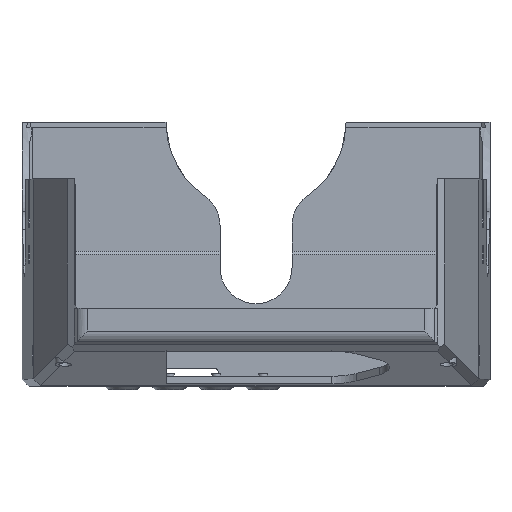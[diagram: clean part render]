
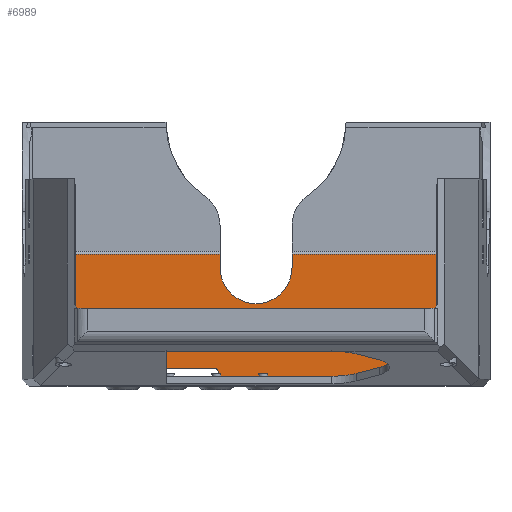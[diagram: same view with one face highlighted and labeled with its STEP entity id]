
A CAD part, top view. The second image highlights one B-rep face of the part: STEP entity #6989.
In plain terms, the highlighted planar face has unit normal (0, 0, 1).
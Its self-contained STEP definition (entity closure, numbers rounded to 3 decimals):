
#379=DIRECTION('',(-0.707,0.707,0.));
#380=VECTOR('',#379,0.243);
#381=CARTESIAN_POINT('',(57.672,-59.172,-40.));
#382=LINE('',#381,#380);
#391=DIRECTION('',(0.,1.,0.));
#392=VECTOR('',#391,33.75);
#393=CARTESIAN_POINT('',(-57.5,-59.,-40.));
#394=LINE('',#393,#392);
#395=DIRECTION('',(0.,-1.,0.));
#396=VECTOR('',#395,3.75);
#397=CARTESIAN_POINT('',(-10.,-25.25,-40.));
#398=LINE('',#397,#396);
#399=CARTESIAN_POINT('',(0.,-29.,-40.));
#400=DIRECTION('',(0.,0.,-1.));
#401=DIRECTION('',(1.,0.,0.));
#402=AXIS2_PLACEMENT_3D('',#399,#400,#401);
#404=DIRECTION('',(0.,-1.,0.));
#405=VECTOR('',#404,3.75);
#406=CARTESIAN_POINT('',(10.,-25.25,-40.));
#407=LINE('',#406,#405);
#408=DIRECTION('',(0.,1.,0.));
#409=VECTOR('',#408,33.75);
#410=CARTESIAN_POINT('',(57.5,-59.,-40.));
#411=LINE('',#410,#409);
#412=DIRECTION('',(1.,0.,0.));
#413=VECTOR('',#412,63.);
#414=CARTESIAN_POINT('',(-10.5,-59.172,-40.));
#415=LINE('',#414,#413);
#416=DIRECTION('',(0.,1.,0.));
#417=VECTOR('',#416,1.172);
#418=CARTESIAN_POINT('',(-10.5,-59.172,-40.));
#419=LINE('',#418,#417);
#420=DIRECTION('',(-1.,0.,0.));
#421=VECTOR('',#420,14.);
#422=CARTESIAN_POINT('',(-11.5,-57.,-40.));
#423=LINE('',#422,#421);
#424=DIRECTION('',(0.,1.,0.));
#425=VECTOR('',#424,1.172);
#426=CARTESIAN_POINT('',(-26.5,-59.172,-40.));
#427=LINE('',#426,#425);
#428=DIRECTION('',(1.,0.,0.));
#429=VECTOR('',#428,26.);
#430=CARTESIAN_POINT('',(-52.5,-59.172,-40.));
#431=LINE('',#430,#429);
#451=CARTESIAN_POINT('',(52.5,-59.172,-40.));
#479=DIRECTION('',(1.,0.,0.));
#480=VECTOR('',#479,5.172);
#481=CARTESIAN_POINT('',(52.5,-59.172,-40.));
#482=LINE('',#481,#480);
#491=DIRECTION('',(1.,0.,0.));
#492=VECTOR('',#491,5.172);
#493=CARTESIAN_POINT('',(-57.672,-59.172,-40.));
#494=LINE('',#493,#492);
#498=CARTESIAN_POINT('',(-52.5,-59.172,-40.));
#3844=DIRECTION('',(1.,0.,0.));
#3845=VECTOR('',#3844,47.5);
#3846=CARTESIAN_POINT('',(-57.5,-25.25,-40.));
#3847=LINE('',#3846,#3845);
#3868=DIRECTION('',(1.,0.,0.));
#3869=VECTOR('',#3868,47.5);
#3870=CARTESIAN_POINT('',(10.,-25.25,-40.));
#3871=LINE('',#3870,#3869);
#4155=DIRECTION('',(-0.707,-0.707,0.));
#4156=VECTOR('',#4155,0.243);
#4157=CARTESIAN_POINT('',(-57.5,-59.,-40.));
#4158=LINE('',#4157,#4156);
#4212=CARTESIAN_POINT('',(-25.5,-58.,-40.));
#4213=DIRECTION('',(0.,0.,-1.));
#4214=DIRECTION('',(-1.,0.,0.));
#4215=AXIS2_PLACEMENT_3D('',#4212,#4213,#4214);
#4225=CARTESIAN_POINT('',(-11.5,-58.,-40.));
#4226=DIRECTION('',(0.,0.,-1.));
#4227=DIRECTION('',(0.,1.,0.));
#4228=AXIS2_PLACEMENT_3D('',#4225,#4226,#4227);
#5318=CARTESIAN_POINT('',(-10.5,-59.172,-40.));
#5320=VERTEX_POINT('',#5318);
#5322=CARTESIAN_POINT('',(-26.5,-59.172,-40.));
#5324=VERTEX_POINT('',#5322);
#5433=VERTEX_POINT('',#451);
#5434=VERTEX_POINT('',#498);
#5472=CARTESIAN_POINT('',(-25.5,-57.,-40.));
#5474=VERTEX_POINT('',#5472);
#5476=CARTESIAN_POINT('',(-26.5,-58.,-40.));
#5478=VERTEX_POINT('',#5476);
#5479=CARTESIAN_POINT('',(-11.5,-57.,-40.));
#5481=VERTEX_POINT('',#5479);
#5483=CARTESIAN_POINT('',(-10.5,-58.,-40.));
#5485=VERTEX_POINT('',#5483);
#5511=CARTESIAN_POINT('',(57.5,-25.25,-40.));
#5513=VERTEX_POINT('',#5511);
#5523=CARTESIAN_POINT('',(-57.5,-25.25,-40.));
#5525=VERTEX_POINT('',#5523);
#5651=CARTESIAN_POINT('',(10.,-29.,-40.));
#5652=CARTESIAN_POINT('',(-10.,-29.,-40.));
#5653=VERTEX_POINT('',#5651);
#5654=VERTEX_POINT('',#5652);
#5655=CARTESIAN_POINT('',(-10.,-25.25,-40.));
#5656=VERTEX_POINT('',#5655);
#5657=CARTESIAN_POINT('',(10.,-25.25,-40.));
#5658=VERTEX_POINT('',#5657);
#5746=CARTESIAN_POINT('',(57.5,-59.,-40.));
#5748=VERTEX_POINT('',#5746);
#5806=CARTESIAN_POINT('',(-57.5,-59.,-40.));
#5808=VERTEX_POINT('',#5806);
#5809=CARTESIAN_POINT('',(57.672,-59.172,-40.));
#5810=VERTEX_POINT('',#5809);
#5815=CARTESIAN_POINT('',(-57.672,-59.172,-40.));
#5816=VERTEX_POINT('',#5815);
#6949=CARTESIAN_POINT('',(-65.,-77.25,-40.));
#6950=DIRECTION('',(0.,0.,1.));
#6951=DIRECTION('',(0.,1.,0.));
#6952=AXIS2_PLACEMENT_3D('',#6949,#6950,#6951);
#6953=PLANE('',#6952);
#6955=ORIENTED_EDGE('',*,*,#6954,.F.);
#6957=ORIENTED_EDGE('',*,*,#6956,.F.);
#6959=ORIENTED_EDGE('',*,*,#6958,.T.);
#6961=ORIENTED_EDGE('',*,*,#6960,.T.);
#6962=ORIENTED_EDGE('',*,*,#6778,.T.);
#6964=ORIENTED_EDGE('',*,*,#6963,.F.);
#6966=ORIENTED_EDGE('',*,*,#6965,.F.);
#6968=ORIENTED_EDGE('',*,*,#6967,.T.);
#6969=ORIENTED_EDGE('',*,*,#6931,.F.);
#6970=ORIENTED_EDGE('',*,*,#6920,.F.);
#6972=ORIENTED_EDGE('',*,*,#6971,.F.);
#6974=ORIENTED_EDGE('',*,*,#6973,.F.);
#6976=ORIENTED_EDGE('',*,*,#6975,.T.);
#6978=ORIENTED_EDGE('',*,*,#6977,.F.);
#6980=ORIENTED_EDGE('',*,*,#6979,.T.);
#6982=ORIENTED_EDGE('',*,*,#6981,.F.);
#6984=ORIENTED_EDGE('',*,*,#6983,.F.);
#6986=ORIENTED_EDGE('',*,*,#6985,.F.);
#6987=EDGE_LOOP('',(#6955,#6957,#6959,#6961,#6962,#6964,#6966,#6968,#6969,#6970,
#6972,#6974,#6976,#6978,#6980,#6982,#6984,#6986));
#6988=FACE_OUTER_BOUND('',#6987,.F.);
#403=CIRCLE('',#402,10.);
#4216=CIRCLE('',#4215,1.);
#4229=CIRCLE('',#4228,1.);
#6778=EDGE_CURVE('',#5656,#5654,#398,.T.);
#6920=EDGE_CURVE('',#5810,#5748,#382,.T.);
#6931=EDGE_CURVE('',#5748,#5513,#411,.T.);
#6954=EDGE_CURVE('',#5816,#5434,#494,.T.);
#6956=EDGE_CURVE('',#5808,#5816,#4158,.T.);
#6958=EDGE_CURVE('',#5808,#5525,#394,.T.);
#6960=EDGE_CURVE('',#5525,#5656,#3847,.T.);
#6963=EDGE_CURVE('',#5653,#5654,#403,.T.);
#6965=EDGE_CURVE('',#5658,#5653,#407,.T.);
#6967=EDGE_CURVE('',#5658,#5513,#3871,.T.);
#6971=EDGE_CURVE('',#5433,#5810,#482,.T.);
#6973=EDGE_CURVE('',#5320,#5433,#415,.T.);
#6975=EDGE_CURVE('',#5320,#5485,#419,.T.);
#6977=EDGE_CURVE('',#5481,#5485,#4229,.T.);
#6979=EDGE_CURVE('',#5481,#5474,#423,.T.);
#6981=EDGE_CURVE('',#5478,#5474,#4216,.T.);
#6983=EDGE_CURVE('',#5324,#5478,#427,.T.);
#6985=EDGE_CURVE('',#5434,#5324,#431,.T.);
#6989=ADVANCED_FACE('',(#6988),#6953,.T.);
